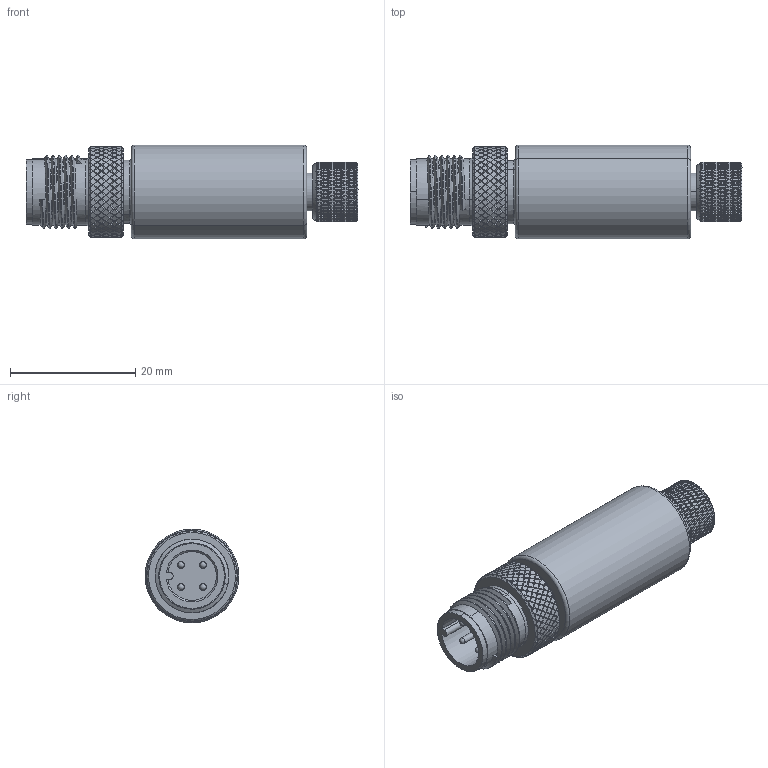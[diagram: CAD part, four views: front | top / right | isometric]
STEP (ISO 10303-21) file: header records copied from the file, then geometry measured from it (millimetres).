
FILE_DESCRIPTION((''),'2;1');
FILE_NAME('233805_ASM','2023-06-20T09:19:53',('banengservice'),('BANNER ENGINEERING'),'CREO PARAMETRIC BY PTC INC, 2022414','CREO PARAMETRIC BY PTC INC, 2022414','');
FILE_SCHEMA(('CONFIG_CONTROL_DESIGN'));
Products named in the file (2): 233805_EP02; 233805_ASM
Assembly tree (1 placements, depth 2):
  233805_ASM
    233805_EP02
Bounding box: 53 x 14.94 x 14.94 mm (x, y, z)
Volume: 6631.4 mm3; surface area: 5047 mm2
Topology: 1 solids, 1 shells, 4070 faces, 8925 edges, 4879 vertices
Faces by surface type: bspline 3008, cylinder 894, plane 95, cone 57, torus 12, sphere 4
Entity records: 176824 total; most frequent: CARTESIAN_POINT 106622, ORIENTED_EDGE 17818, EDGE_CURVE 8909, DIRECTION 8271, B_SPLINE_CURVE_WITH_KNOTS 4975, VERTEX_POINT 4879, EDGE_LOOP 4108, FACE_OUTER_BOUND 4070
